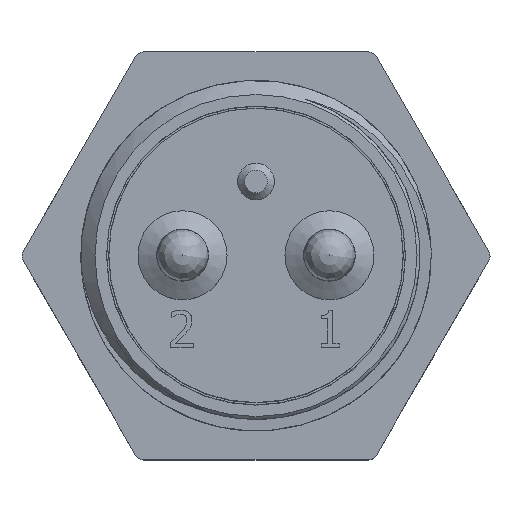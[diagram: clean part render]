
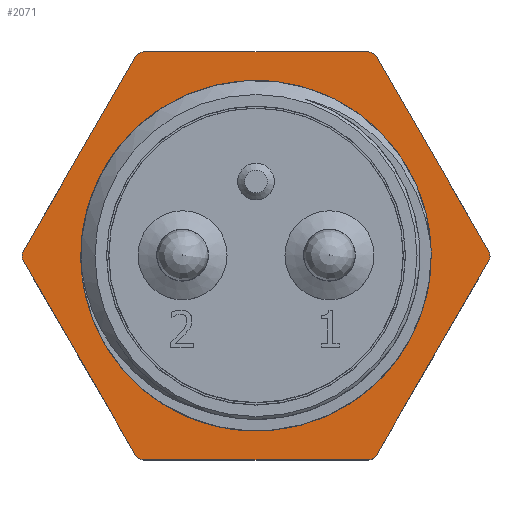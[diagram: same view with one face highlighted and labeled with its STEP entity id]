
A CAD part, top view. The second image highlights one B-rep face of the part: STEP entity #2071.
In plain terms, the highlighted planar face has unit normal (0, 0, 1).
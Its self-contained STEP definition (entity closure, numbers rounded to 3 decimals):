
#145=FACE_BOUND($,#620,.T.);
#192=CIRCLE($,#2202,0.508);
#214=CIRCLE($,#2235,9.258);
#227=CIRCLE($,#2279,0.508);
#228=CIRCLE($,#2280,0.508);
#229=CIRCLE($,#2281,0.508);
#230=CIRCLE($,#2282,0.508);
#231=CIRCLE($,#2283,0.508);
#434=FACE_OUTER_BOUND($,#619,.T.);
#619=EDGE_LOOP($,(#1702,#1703,#1704,#1705,#1706,#1707,#1708,#1709,#1710,
#1711,#1712,#1713));
#620=EDGE_LOOP($,(#1714));
#706=LINE($,#5234,#795);
#708=LINE($,#5238,#797);
#711=LINE($,#5244,#800);
#714=LINE($,#5250,#803);
#717=LINE($,#5256,#806);
#719=LINE($,#5261,#808);
#795=VECTOR($,#2707,12.113);
#797=VECTOR($,#2711,12.113);
#800=VECTOR($,#2716,12.113);
#803=VECTOR($,#2721,12.113);
#806=VECTOR($,#2726,12.113);
#808=VECTOR($,#2730,12.113);
#928=VERTEX_POINT($,#4816);
#929=VERTEX_POINT($,#4818);
#951=VERTEX_POINT($,#4874);
#998=VERTEX_POINT($,#5233);
#999=VERTEX_POINT($,#5237);
#1000=VERTEX_POINT($,#5241);
#1001=VERTEX_POINT($,#5243);
#1002=VERTEX_POINT($,#5247);
#1003=VERTEX_POINT($,#5249);
#1004=VERTEX_POINT($,#5253);
#1005=VERTEX_POINT($,#5255);
#1006=VERTEX_POINT($,#5259);
#1007=VERTEX_POINT($,#5260);
#1165=EDGE_CURVE($,#929,#928,#192,.T.);
#1188=EDGE_CURVE($,#951,#951,#214,.T.);
#1240=EDGE_CURVE($,#928,#998,#706,.T.);
#1242=EDGE_CURVE($,#999,#929,#708,.T.);
#1245=EDGE_CURVE($,#1001,#1000,#711,.T.);
#1248=EDGE_CURVE($,#1003,#1002,#714,.T.);
#1251=EDGE_CURVE($,#1005,#1004,#717,.T.);
#1253=EDGE_CURVE($,#1006,#1007,#719,.T.);
#1256=EDGE_CURVE($,#998,#1006,#227,.T.);
#1257=EDGE_CURVE($,#1007,#1005,#228,.T.);
#1258=EDGE_CURVE($,#1004,#1003,#229,.T.);
#1259=EDGE_CURVE($,#1002,#1001,#230,.T.);
#1260=EDGE_CURVE($,#1000,#999,#231,.T.);
#1702=ORIENTED_EDGE($,*,*,#1242,.T.);
#1703=ORIENTED_EDGE($,*,*,#1165,.T.);
#1704=ORIENTED_EDGE($,*,*,#1240,.T.);
#1705=ORIENTED_EDGE($,*,*,#1256,.T.);
#1706=ORIENTED_EDGE($,*,*,#1253,.T.);
#1707=ORIENTED_EDGE($,*,*,#1257,.T.);
#1708=ORIENTED_EDGE($,*,*,#1251,.T.);
#1709=ORIENTED_EDGE($,*,*,#1258,.T.);
#1710=ORIENTED_EDGE($,*,*,#1248,.T.);
#1711=ORIENTED_EDGE($,*,*,#1259,.T.);
#1712=ORIENTED_EDGE($,*,*,#1245,.T.);
#1713=ORIENTED_EDGE($,*,*,#1260,.T.);
#1714=ORIENTED_EDGE($,*,*,#1188,.T.);
#1821=PLANE($,#2278);
#2071=ADVANCED_FACE($,(#434,#145),#1821,.T.);
#2202=AXIS2_PLACEMENT_3D($,#4819,#2572,#2573);
#2235=AXIS2_PLACEMENT_3D($,#4875,#2639,#2640);
#2278=AXIS2_PLACEMENT_3D($,#5270,#2745,#2746);
#2279=AXIS2_PLACEMENT_3D($,#5271,#2747,#2748);
#2280=AXIS2_PLACEMENT_3D($,#5272,#2749,#2750);
#2281=AXIS2_PLACEMENT_3D($,#5273,#2751,#2752);
#2282=AXIS2_PLACEMENT_3D($,#5274,#2753,#2754);
#2283=AXIS2_PLACEMENT_3D($,#5275,#2755,#2756);
#2572=DIRECTION('center_axis',(0.,0.,1.));
#2573=DIRECTION('ref_axis',(1.,0.,0.));
#2639=DIRECTION('center_axis',(0.,0.,-1.));
#2640=DIRECTION('ref_axis',(1.,0.,0.));
#2707=DIRECTION($,(-0.5,0.866,0.));
#2711=DIRECTION($,(0.5,0.866,0.));
#2716=DIRECTION($,(1.,0.,0.));
#2721=DIRECTION($,(0.5,-0.866,0.));
#2726=DIRECTION($,(-0.5,-0.866,0.));
#2730=DIRECTION($,(-1.,0.,0.));
#2745=DIRECTION('center_axis',(0.,0.,1.));
#2746=DIRECTION('ref_axis',(1.,0.,0.));
#2747=DIRECTION('center_axis',(0.,0.,1.));
#2748=DIRECTION('ref_axis',(1.,0.,0.));
#2749=DIRECTION('center_axis',(0.,0.,1.));
#2750=DIRECTION('ref_axis',(1.,0.,0.));
#2751=DIRECTION('center_axis',(0.,0.,1.));
#2752=DIRECTION('ref_axis',(1.,0.,0.));
#2753=DIRECTION('center_axis',(0.,0.,1.));
#2754=DIRECTION('ref_axis',(1.,0.,0.));
#2755=DIRECTION('center_axis',(0.,0.,1.));
#2756=DIRECTION('ref_axis',(1.,0.,0.));
#4816=CARTESIAN_POINT('',(12.553,0.254,-10.279));
#4818=CARTESIAN_POINT('',(12.553,-0.254,-10.279));
#4819=CARTESIAN_POINT('Origin',(12.113,0.,
-10.279));
#4874=CARTESIAN_POINT('',(9.258,0.,-10.279));
#4875=CARTESIAN_POINT('Origin',(0.,0.,-10.279));
#5233=CARTESIAN_POINT('',(6.496,10.744,-10.279));
#5234=CARTESIAN_POINT($,(12.553,0.254,-10.279));
#5237=CARTESIAN_POINT('',(6.496,-10.744,-10.279));
#5238=CARTESIAN_POINT($,(6.496,-10.744,-10.279));
#5241=CARTESIAN_POINT('',(6.057,-10.998,-10.279));
#5243=CARTESIAN_POINT('',(-6.057,-10.998,-10.279));
#5244=CARTESIAN_POINT($,(-6.057,-10.998,-10.279));
#5247=CARTESIAN_POINT('',(-6.496,-10.744,-10.279));
#5249=CARTESIAN_POINT('',(-12.553,-0.254,-10.279));
#5250=CARTESIAN_POINT($,(-12.553,-0.254,-10.279));
#5253=CARTESIAN_POINT('',(-12.553,0.254,-10.279));
#5255=CARTESIAN_POINT('',(-6.496,10.744,-10.279));
#5256=CARTESIAN_POINT($,(-6.496,10.744,-10.279));
#5259=CARTESIAN_POINT('',(6.057,10.998,-10.279));
#5260=CARTESIAN_POINT('',(-6.057,10.998,-10.279));
#5261=CARTESIAN_POINT($,(6.057,10.998,-10.279));
#5270=CARTESIAN_POINT('Origin',(0.,0.,-10.279));
#5271=CARTESIAN_POINT('Origin',(6.057,10.49,-10.279));
#5272=CARTESIAN_POINT('Origin',(-6.057,10.49,-10.279));
#5273=CARTESIAN_POINT('Origin',(-12.113,0.,
-10.279));
#5274=CARTESIAN_POINT('Origin',(-6.057,-10.49,-10.279));
#5275=CARTESIAN_POINT('Origin',(6.057,-10.49,-10.279));
